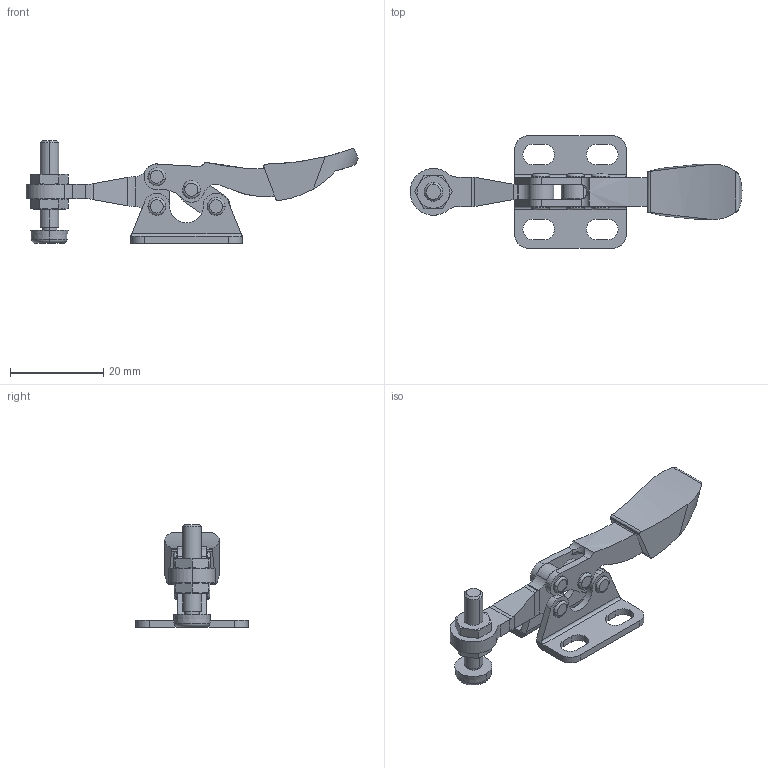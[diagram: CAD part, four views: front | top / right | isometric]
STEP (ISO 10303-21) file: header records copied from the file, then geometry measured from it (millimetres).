
FILE_DESCRIPTION(('FreeCAD Model'),'2;1');
FILE_NAME('User_Library_DESTACO_205_S_cp.step', '2021-02-03T20:39:07',('kicad StepUp'),('ksu MCAD'), 'Open CASCADE STEP processor 7.3','FreeCAD','Unknown');
FILE_SCHEMA(('AUTOMOTIVE_DESIGN { 1 0 10303 214 1 1 1 1 }'));
Length unit declared in the file: millimetre
Products named in the file (1): User_Library_DESTACO_205_S_cp
Bounding box: 71.05 x 24.1 x 22 mm (x, y, z)
Volume: 4233 mm3; surface area: 4935.7 mm2
Topology: 7 solids, 7 shells, 266 faces, 664 edges, 424 vertices
Faces by surface type: cylinder 118, plane 94, cone 36, torus 18
Entity records: 10031 total; most frequent: CARTESIAN_POINT 1750, DIRECTION 1372, ORIENTED_EDGE 1328, EDGE_CURVE 664, AXIS2_PLACEMENT_3D 546, VERTEX_POINT 424, FACE_BOUND 306, EDGE_LOOP 306
